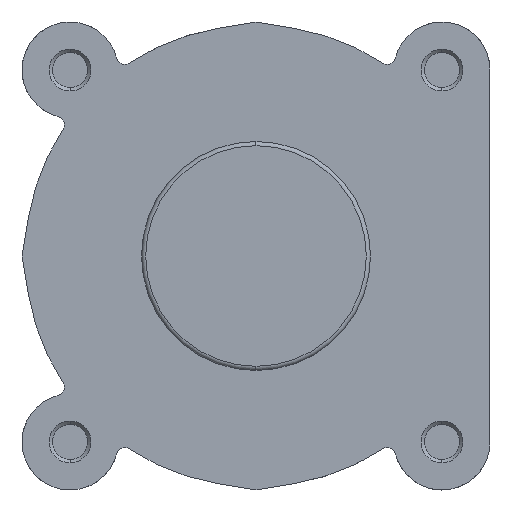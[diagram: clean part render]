
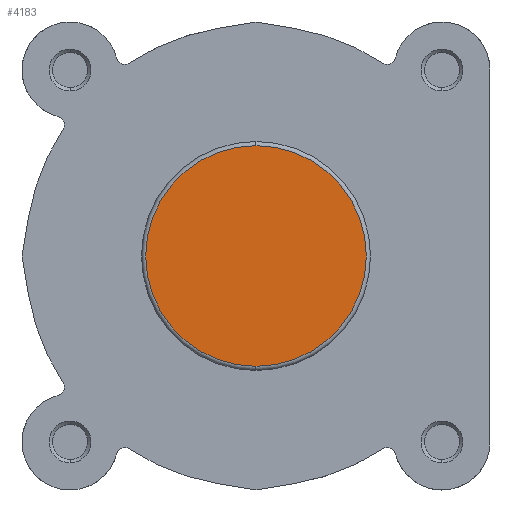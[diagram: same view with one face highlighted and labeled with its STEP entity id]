
A CAD part, left-side view. The second image highlights one B-rep face of the part: STEP entity #4183.
In plain terms, the highlighted planar face has unit normal (-1, 0, 0).
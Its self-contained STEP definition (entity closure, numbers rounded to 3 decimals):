
#166 = FACE_OUTER_BOUND ( 'NONE', #3619, .T. ) ;
#508 = CIRCLE ( 'NONE', #6555, 26.4 ) ;
#1464 = CARTESIAN_POINT ( 'NONE',  ( 0., 0., 0. ) ) ;
#1470 = DIRECTION ( 'NONE',  ( -1., 0., 0. ) ) ;
#1471 = DIRECTION ( 'NONE',  ( 0., 0., -1. ) ) ;
#2512 = CARTESIAN_POINT ( 'NONE',  ( 0., 0., 0. ) ) ;
#2519 = DIRECTION ( 'NONE',  ( -1., 0., 0. ) ) ;
#2520 = DIRECTION ( 'NONE',  ( 0., 0., -1. ) ) ;
#2812 = CIRCLE ( 'NONE', #6754, 26.4 ) ;
#3619 = EDGE_LOOP ( 'NONE', ( #3769, #3768 ) ) ;
#3768 = ORIENTED_EDGE ( 'NONE', *, *, #6212, .T. ) ;
#3769 = ORIENTED_EDGE ( 'NONE', *, *, #5785, .T. ) ;
#4183 = ADVANCED_FACE ( 'NONE', ( #166 ), #5145, .F. ) ;
#4333 = VERTEX_POINT ( 'NONE', #5565 ) ;
#4367 = VERTEX_POINT ( 'NONE', #5599 ) ;
#5145 = PLANE ( 'NONE',  #6389 ) ;
#5146 = CARTESIAN_POINT ( 'NONE',  ( 0., 27.4, 0. ) ) ;
#5155 = DIRECTION ( 'NONE',  ( 1., 0., 0. ) ) ;
#5156 = DIRECTION ( 'NONE',  ( 0., 0., -1. ) ) ;
#5565 = CARTESIAN_POINT ( 'NONE',  ( 0., 0., 26.4 ) ) ;
#5599 = CARTESIAN_POINT ( 'NONE',  ( 0., 0., -26.4 ) ) ;
#5785 = EDGE_CURVE ( 'NONE', #4367, #4333, #508, .T. ) ;
#6212 = EDGE_CURVE ( 'NONE', #4333, #4367, #2812, .T. ) ;
#6389 = AXIS2_PLACEMENT_3D ( 'NONE', #5146, #5155, #5156 ) ;
#6555 = AXIS2_PLACEMENT_3D ( 'NONE', #1464, #1470, #1471 ) ;
#6754 = AXIS2_PLACEMENT_3D ( 'NONE', #2512, #2519, #2520 ) ;
